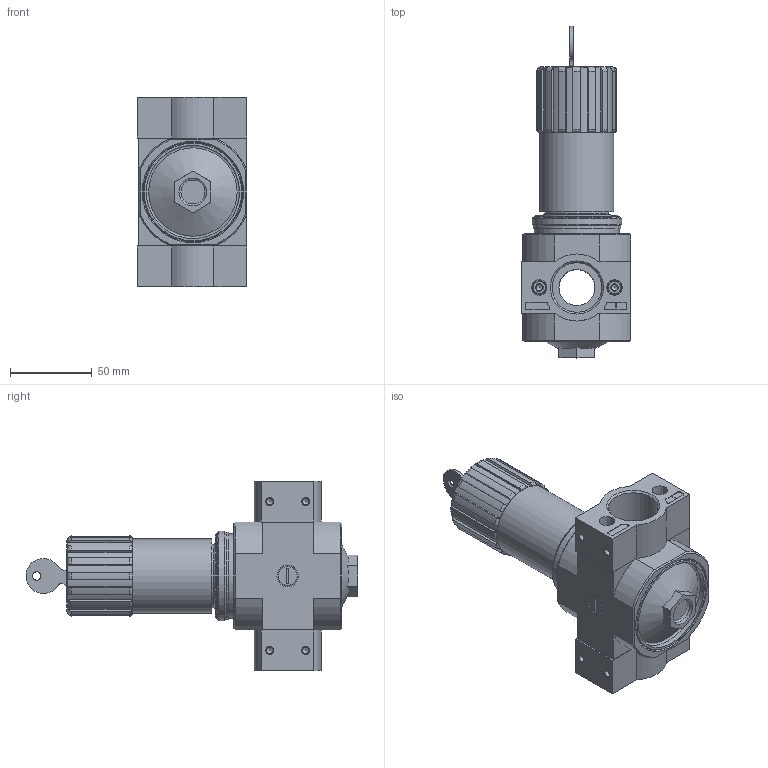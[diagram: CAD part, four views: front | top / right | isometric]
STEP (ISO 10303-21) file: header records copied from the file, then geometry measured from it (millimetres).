
FILE_DESCRIPTION(/* description */ ('STEP AP214'),/* implementation_level */ '2;1');
FILE_NAME(/* name */ '194681_LRS-1-D-7-O-DI-MAXI',/* time_stamp */ '2024-09-05T00:45:09+02:00',/* author */ ('License CC BY-ND 4.0'),/* organization */ ('CADENAS'),/* preprocessor_version */ 'ST-DEVELOPER v19.3',/* originating_system */ 'PARTsolutions',/* authorisation */ ' ');
FILE_SCHEMA (('AUTOMOTIVE_DESIGN {1 0 10303 214 3 1 1}'));
Length unit declared in the file: millimetre
Products named in the file (7): 194681 LRS-1-D-7-O-DI-MAXI; 646264 LRS-D-7-DI-MAXI; 380315 PBL-1-D-MAXI-R---(0) p1; DIN-912 - M5x20(F); 380313 PBL-1-D-MAXI-L---(1) p1; 398012 LRVS-D-MINI; 373846 LR-MIDI
Assembly tree (10 placements, depth 2):
  194681 LRS-1-D-7-O-DI-MAXI
    646264 LRS-D-7-DI-MAXI
    380315 PBL-1-D-MAXI-R---(0) p1
    DIN-912 - M5x20(F)  x4
    380313 PBL-1-D-MAXI-L---(1) p1
    398012 LRVS-D-MINI
    373846 LR-MIDI  x2
Bounding box: 67.1 x 203 x 116 mm (x, y, z)
Volume: 495099.8 mm3; surface area: 83893.2 mm2
Topology: 10 solids, 10 shells, 463 faces, 1035 edges, 630 vertices
Faces by surface type: plane 216, cylinder 120, cone 99, torus 28
Full cylindrical faces by diameter (mm): 4.134 x8, 5 x4, 5.1 x1, 5.8 x1, 6.3 x2, 8.5 x4, 9.6 x2, 11.2 x2, 11.445 x2, 13.157 x2, 17 x1, 18.7 x1, 22 x3, 30 x2, 30.291 x2, 39 x1, 40 x1, 45.3 x1, 50.2 x1, 50.376 x1, 52 x1, 53.5 x1, 54.8 x1, 57 x1
Entity records: 11538 total; most frequent: CARTESIAN_POINT 1995, DIRECTION 1703, ORIENTED_EDGE 1462, EDGE_CURVE 731, AXIS2_PLACEMENT_3D 691, FACE_BOUND 526, VERTEX_POINT 519, EDGE_LOOP 517
